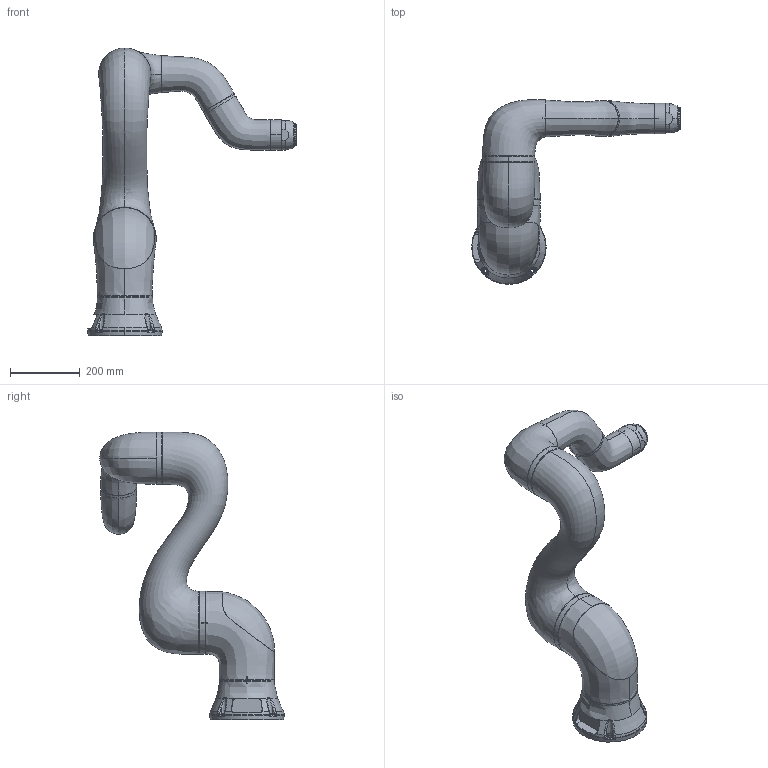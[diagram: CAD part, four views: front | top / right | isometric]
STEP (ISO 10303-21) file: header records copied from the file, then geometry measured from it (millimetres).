
FILE_DESCRIPTION (( 'STEP AP214' ), '1' );
FILE_NAME ('YL015.STEP', '2020-09-14T06:57:44', ( 'fulluser' ), ( '' ), 'SwSTEP 2.0', 'SolidWorks 2017', '' );
FILE_SCHEMA (( 'AUTOMOTIVE_DESIGN' ));
Length unit declared in the file: millimetre
Products named in the file (10): YL015; wrist body 1; wrist holder; base body; arm pipe; lower frame; lower frame cover 1; UPPER FRAME; arm frame 1; 賅菊
Assembly tree (9 placements, depth 2):
  YL015
    arm pipe
    UPPER FRAME
    base body
    lower frame
    lower frame cover 1
    arm frame 1
    wrist holder
    wrist body 1
    賅菊
Bounding box: 600.14 x 530.32 x 828.4 mm (x, y, z)
Volume: 25768692.5 mm3; surface area: 1032072.6 mm2
Topology: 9 solids, 11 shells, 290 faces, 691 edges, 421 vertices
Faces by surface type: bspline 116, plane 94, cylinder 56, cone 24
Entity records: 52979 total; most frequent: CARTESIAN_POINT 46590, ORIENTED_EDGE 1366, DIRECTION 978, EDGE_CURVE 683, VERTEX_POINT 421, AXIS2_PLACEMENT_3D 399, EDGE_LOOP 304, ADVANCED_FACE 290
